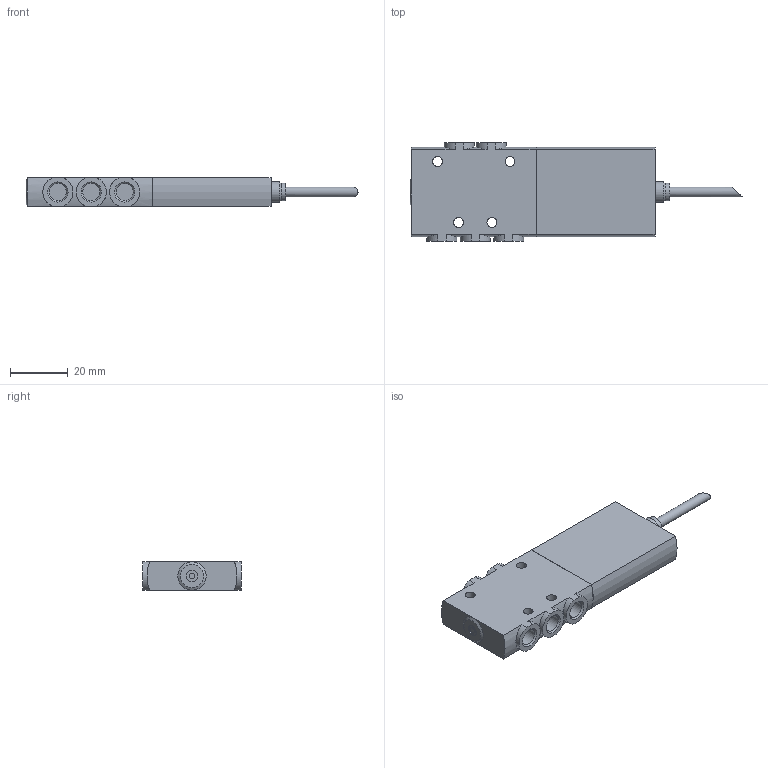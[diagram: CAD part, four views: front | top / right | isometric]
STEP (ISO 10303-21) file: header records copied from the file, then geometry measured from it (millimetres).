
FILE_DESCRIPTION(/* description */ ('STEP AP214'),/* implementation_level */ '2;1');
FILE_NAME(/* name */ '525115_MHE2-MS1H-5_2-M7-K',/* time_stamp */ '2024-09-05T13:45:29+02:00',/* author */ ('License CC BY-ND 4.0'),/* organization */ ('CADENAS'),/* preprocessor_version */ 'ST-DEVELOPER v19.3',/* originating_system */ 'PARTsolutions',/* authorisation */ ' ');
FILE_SCHEMA (('AUTOMOTIVE_DESIGN {1 0 10303 214 3 1 1}'));
Length unit declared in the file: millimetre
Products named in the file (1): 525115 MHE2-MS1H-5/2-M7-K
Bounding box: 114.5 x 34 x 10 mm (x, y, z)
Volume: 25318.3 mm3; surface area: 8681.2 mm2
Topology: 1 solids, 1 shells, 62 faces, 142 edges, 93 vertices
Faces by surface type: cylinder 33, plane 22, cone 7
Full cylindrical faces by diameter (mm): 2 x1, 3.4 x5, 4 x1, 5.917 x5, 6 x1, 7 x1
Entity records: 2152 total; most frequent: CARTESIAN_POINT 333, DIRECTION 288, ORIENTED_EDGE 238, EDGE_CURVE 119, AXIS2_PLACEMENT_3D 116, EDGE_LOOP 102, FACE_BOUND 102, VERTEX_POINT 91
